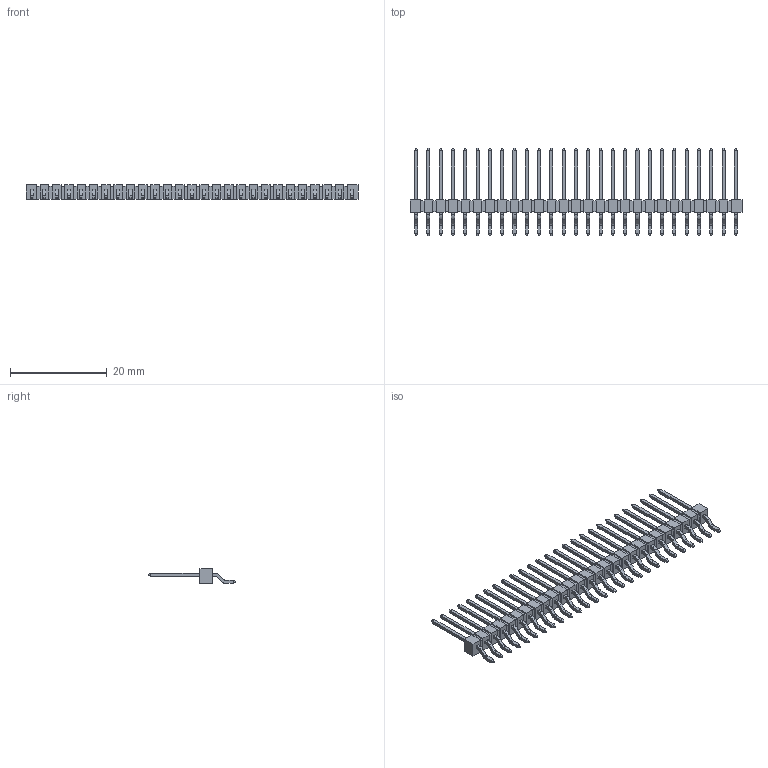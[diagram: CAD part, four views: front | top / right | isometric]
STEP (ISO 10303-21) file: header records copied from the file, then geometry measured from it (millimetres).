
FILE_DESCRIPTION(('FreeCAD Model'),'2;1');
FILE_NAME('Open CASCADE Shape Model','2025-02-20T21:07:57',(''),(''), 'Open CASCADE STEP processor 7.8','FreeCAD','Unknown');
FILE_SCHEMA(('AUTOMOTIVE_DESIGN { 1 0 10303 214 1 1 1 1 }'));
Length unit declared in the file: millimetre
Products named in the file (4): TSM-127-03-L-SH-TR; TSM-127-03-SH_body; T-1S6-09-L(-03-27-SH); T-1S6-09-L(-03-27-SH)2
Assembly tree (3 placements, depth 2):
  TSM-127-03-L-SH-TR
    TSM-127-03-SH_body
    T-1S6-09-L(-03-27-SH)
    T-1S6-09-L(-03-27-SH)2
Bounding box: 68.58 x 18.03 x 3.05 mm (x, y, z)
Volume: 680.1 mm3; surface area: 2409.8 mm2
Topology: 3 solids, 3 shells, 974 faces, 2688 edges, 1720 vertices
Faces by surface type: plane 866, cylinder 108
Entity records: 30481 total; most frequent: CARTESIAN_POINT 5386, ORIENTED_EDGE 5376, DIRECTION 4860, EDGE_CURVE 2688, LINE 2472, VECTOR 2472, VERTEX_POINT 1720, AXIS2_PLACEMENT_3D 1194
